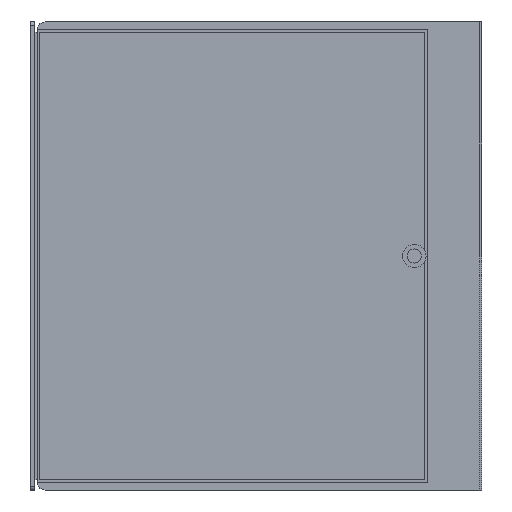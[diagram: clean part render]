
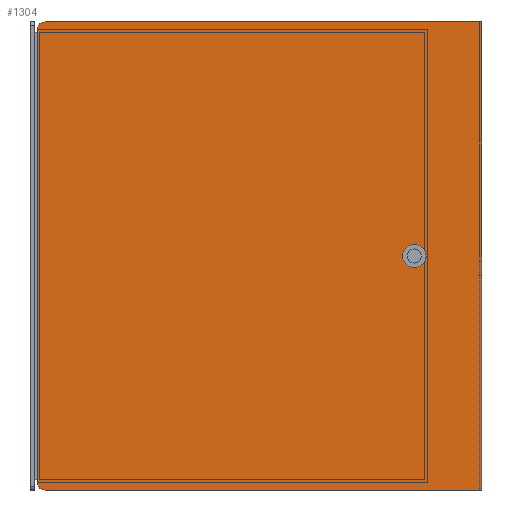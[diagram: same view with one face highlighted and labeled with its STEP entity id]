
A CAD part, left-side view. The second image highlights one B-rep face of the part: STEP entity #1304.
In plain terms, the highlighted planar face has unit normal (-1, 0, 0).
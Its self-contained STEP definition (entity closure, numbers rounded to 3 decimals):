
#12 = DIRECTION ( 'NONE',  ( -1., 0., 0. ) ) ;
#50 = DIRECTION ( 'NONE',  ( -1., 0., 0. ) ) ;
#66 = VECTOR ( 'NONE', #937, 1000. ) ;
#155 = ORIENTED_EDGE ( 'NONE', *, *, #2058, .F. ) ;
#165 = EDGE_CURVE ( 'NONE', #186, #1277, #198, .T. ) ;
#171 = VERTEX_POINT ( 'NONE', #1959 ) ;
#186 = VERTEX_POINT ( 'NONE', #1888 ) ;
#198 = LINE ( 'NONE', #1906, #729 ) ;
#264 = EDGE_CURVE ( 'NONE', #1027, #2138, #558, .T. ) ;
#349 = CIRCLE ( 'NONE', #1056, 15. ) ;
#355 = CIRCLE ( 'NONE', #1323, 10. ) ;
#423 = LINE ( 'NONE', #1603, #2341 ) ;
#447 = CARTESIAN_POINT ( 'NONE',  ( -390., -492.5, 0. ) ) ;
#493 = DIRECTION ( 'NONE',  ( 0., 0., -1. ) ) ;
#521 = ORIENTED_EDGE ( 'NONE', *, *, #1058, .T. ) ;
#543 = LINE ( 'NONE', #1955, #66 ) ;
#558 = LINE ( 'NONE', #2067, #999 ) ;
#561 = ORIENTED_EDGE ( 'NONE', *, *, #165, .F. ) ;
#592 = CIRCLE ( 'NONE', #2242, 10. ) ;
#617 = DIRECTION ( 'NONE',  ( 0., 0., -1. ) ) ;
#625 = CARTESIAN_POINT ( 'NONE',  ( -390., -579., 300. ) ) ;
#632 = EDGE_CURVE ( 'NONE', #1507, #2199, #543, .T. ) ;
#682 = FACE_BOUND ( 'NONE', #2303, .T. ) ;
#725 = FACE_OUTER_BOUND ( 'NONE', #1484, .T. ) ;
#729 = VECTOR ( 'NONE', #2234, 1000. ) ;
#760 = CARTESIAN_POINT ( 'NONE',  ( -390., -19., 290. ) ) ;
#937 = DIRECTION ( 'NONE',  ( 0., 0., -1. ) ) ;
#944 = CARTESIAN_POINT ( 'NONE',  ( -390., -9., 290. ) ) ;
#961 = EDGE_CURVE ( 'NONE', #2199, #1277, #355, .T. ) ;
#999 = VECTOR ( 'NONE', #1918, 1000. ) ;
#1027 = VERTEX_POINT ( 'NONE', #625 ) ;
#1056 = AXIS2_PLACEMENT_3D ( 'NONE', #447, #1739, #617 ) ;
#1058 = EDGE_CURVE ( 'NONE', #2138, #1507, #592, .T. ) ;
#1226 = CARTESIAN_POINT ( 'NONE',  ( -390., -9., -290. ) ) ;
#1277 = VERTEX_POINT ( 'NONE', #1344 ) ;
#1304 = ADVANCED_FACE ( 'NONE', ( #682, #725 ), #1629, .F. ) ;
#1323 = AXIS2_PLACEMENT_3D ( 'NONE', #2282, #12, #493 ) ;
#1344 = CARTESIAN_POINT ( 'NONE',  ( -390., -19., -300. ) ) ;
#1394 = CARTESIAN_POINT ( 'NONE',  ( -390., -19., 300. ) ) ;
#1433 = CARTESIAN_POINT ( 'NONE',  ( -390., -12., 300. ) ) ;
#1484 = EDGE_LOOP ( 'NONE', ( #2057, #1566, #561, #2017, #1502, #521 ) ) ;
#1502 = ORIENTED_EDGE ( 'NONE', *, *, #264, .T. ) ;
#1507 = VERTEX_POINT ( 'NONE', #944 ) ;
#1566 = ORIENTED_EDGE ( 'NONE', *, *, #961, .T. ) ;
#1603 = CARTESIAN_POINT ( 'NONE',  ( -390., -579., -376.158 ) ) ;
#1629 = PLANE ( 'NONE',  #2203 ) ;
#1739 = DIRECTION ( 'NONE',  ( -1., 0., 0. ) ) ;
#1801 = DIRECTION ( 'NONE',  ( 1., 0., 0. ) ) ;
#1808 = DIRECTION ( 'NONE',  ( 0., 0., -1. ) ) ;
#1888 = CARTESIAN_POINT ( 'NONE',  ( -390., -579., -300. ) ) ;
#1906 = CARTESIAN_POINT ( 'NONE',  ( -390., -12., -300. ) ) ;
#1918 = DIRECTION ( 'NONE',  ( 0., 1., 0. ) ) ;
#1955 = CARTESIAN_POINT ( 'NONE',  ( -390., -9., 300. ) ) ;
#1959 = CARTESIAN_POINT ( 'NONE',  ( -390., -492.5, -15. ) ) ;
#1986 = DIRECTION ( 'NONE',  ( 0., 0., -1. ) ) ;
#2017 = ORIENTED_EDGE ( 'NONE', *, *, #2218, .T. ) ;
#2057 = ORIENTED_EDGE ( 'NONE', *, *, #632, .T. ) ;
#2058 = EDGE_CURVE ( 'NONE', #171, #171, #349, .T. ) ;
#2067 = CARTESIAN_POINT ( 'NONE',  ( -390., -12., 300. ) ) ;
#2138 = VERTEX_POINT ( 'NONE', #1394 ) ;
#2199 = VERTEX_POINT ( 'NONE', #1226 ) ;
#2203 = AXIS2_PLACEMENT_3D ( 'NONE', #1433, #1801, #1808 ) ;
#2218 = EDGE_CURVE ( 'NONE', #186, #1027, #423, .T. ) ;
#2234 = DIRECTION ( 'NONE',  ( 0., 1., 0. ) ) ;
#2242 = AXIS2_PLACEMENT_3D ( 'NONE', #760, #50, #1986 ) ;
#2282 = CARTESIAN_POINT ( 'NONE',  ( -390., -19., -290. ) ) ;
#2303 = EDGE_LOOP ( 'NONE', ( #155 ) ) ;
#2338 = DIRECTION ( 'NONE',  ( 0., 0., 1. ) ) ;
#2341 = VECTOR ( 'NONE', #2338, 1000. ) ;
